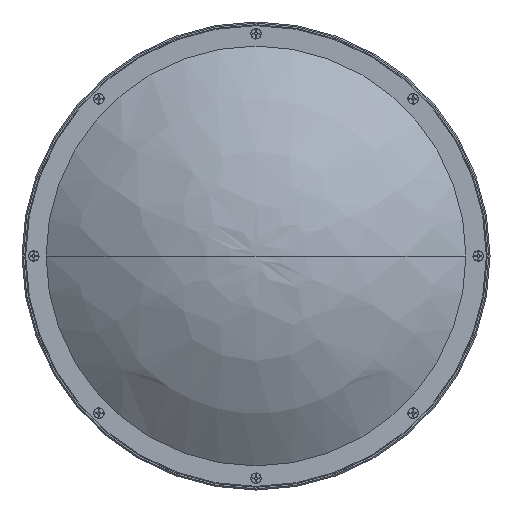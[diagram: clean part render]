
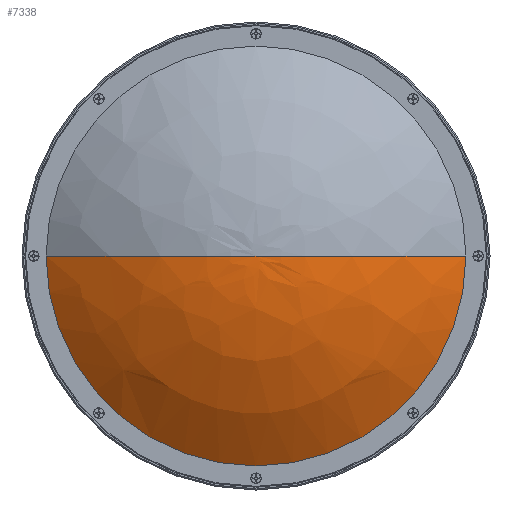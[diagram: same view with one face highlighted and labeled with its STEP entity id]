
A CAD part, left-side view. The second image highlights one B-rep face of the part: STEP entity #7338.
In plain terms, the highlighted free-form (B-spline) face has degree [2, 3] with [3, 4] control points.
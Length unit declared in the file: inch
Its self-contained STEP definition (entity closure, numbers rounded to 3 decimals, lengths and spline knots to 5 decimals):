
#731 = CARTESIAN_POINT ( 'NONE',  ( -2.9153, -3.2529, 0.23683 ) ) ;
#924 = FACE_OUTER_BOUND ( 'NONE', #13583, .T. ) ;
#1056 = CARTESIAN_POINT ( 'NONE',  ( -4.15827, 0.1471, 0.23683 ) ) ;
#1312 = CARTESIAN_POINT ( 'NONE',  ( -4.15827, 0.1471, 0.23683 ) ) ;
#1694 = ORIENTED_EDGE ( 'NONE', *, *, #15094, .T. ) ;
#1858 = CIRCLE ( 'NONE', #13710, 3.4 ) ;
#1959 = CARTESIAN_POINT ( 'NONE',  ( -4.15827, 0.1471, 0.23683 ) ) ;
#2420 = CARTESIAN_POINT ( 'NONE',  ( -2.9153, -3.2529, 0.23683 ) ) ;
#3764 = CARTESIAN_POINT ( 'NONE',  ( -2.9153, 3.5471, 0.23683 ) ) ;
#4883 = VERTEX_POINT ( 'NONE', #16321 ) ;
#5812 = CARTESIAN_POINT ( 'NONE',  ( -2.9153, 3.5471, 0.23683 ) ) ;
#5852 = CARTESIAN_POINT ( 'NONE',  ( -4.19397, 1.8471, 0.23683 ) ) ;
#6685 = CARTESIAN_POINT ( 'NONE',  ( -2.9153, -3.2529, -6.56317 ) ) ;
#6803 = CARTESIAN_POINT ( 'NONE',  ( -4.19397, -1.5529, 0.23683 ) ) ;
#6876 = CARTESIAN_POINT ( 'NONE',  ( -4.19397, 1.8471, 0.23683 ) ) ;
#6983 = DIRECTION ( 'NONE',  ( 1., 0., 0. ) ) ;
#7222 = CARTESIAN_POINT ( 'NONE',  ( -2.9153, 3.5471, 0.23683 ) ) ;
#7338 = ADVANCED_FACE ( 'NONE', ( #924 ), #10654, .T. ) ;
#7361 = CARTESIAN_POINT ( 'NONE',  ( -2.9153, 0.1471, 0.23683 ) ) ;
#8044 = VERTEX_POINT ( 'NONE', #1959 ) ;
#9009 = B_SPLINE_CURVE_WITH_KNOTS ( 'NONE', 2,
 ( #7222, #5852, #17670 ),
 .UNSPECIFIED., .F., .F.,
 ( 3, 3 ),
 ( 0.13134, 0.92875 ),
 .UNSPECIFIED. ) ;
#9712 = CARTESIAN_POINT ( 'NONE',  ( -4.19397, -1.5529, 0.23683 ) ) ;
#9808 = CARTESIAN_POINT ( 'NONE',  ( -4.19397, -1.5529, -3.16317 ) ) ;
#10654 =( BOUNDED_SURFACE ( )  B_SPLINE_SURFACE ( 2, 3, ( 
 ( #731, #6685, #13913, #3764 ),
 ( #9712, #9808, #15771, #6876 ),
 ( #12839, #14008, #1312, #14405 ) ),
 .UNSPECIFIED., .F., .F., .F. ) 
 B_SPLINE_SURFACE_WITH_KNOTS ( ( 3, 3 ),
 ( 4, 4 ),
 ( 0.13134, 0.92875 ),
 ( 0., 1. ),
 .UNSPECIFIED. ) 
 GEOMETRIC_REPRESENTATION_ITEM ( )  RATIONAL_B_SPLINE_SURFACE ( (
 ( 1., 0.333, 0.333, 1.),
 ( 1., 0.333, 0.333, 1.),
 ( 1., 0.333, 0.333, 1.) ) ) 
 REPRESENTATION_ITEM ( '' )  SURFACE ( )  );
#11740 = EDGE_CURVE ( 'NONE', #15525, #8044, #9009, .T. ) ;
#12371 = ORIENTED_EDGE ( 'NONE', *, *, #11740, .F. ) ;
#12839 = CARTESIAN_POINT ( 'NONE',  ( -4.15827, 0.1471, 0.23683 ) ) ;
#13322 = DIRECTION ( 'NONE',  ( 0., 0., -1. ) ) ;
#13583 = EDGE_LOOP ( 'NONE', ( #17502, #1694, #12371 ) ) ;
#13710 = AXIS2_PLACEMENT_3D ( 'NONE', #7361, #6983, #13322 ) ;
#13913 = CARTESIAN_POINT ( 'NONE',  ( -2.9153, 3.5471, -6.56317 ) ) ;
#14008 = CARTESIAN_POINT ( 'NONE',  ( -4.15827, 0.1471, 0.23683 ) ) ;
#14387 = EDGE_CURVE ( 'NONE', #4883, #15525, #1858, .T. ) ;
#14405 = CARTESIAN_POINT ( 'NONE',  ( -4.15827, 0.1471, 0.23683 ) ) ;
#15094 = EDGE_CURVE ( 'NONE', #4883, #8044, #17739, .T. ) ;
#15525 = VERTEX_POINT ( 'NONE', #5812 ) ;
#15771 = CARTESIAN_POINT ( 'NONE',  ( -4.19397, 1.8471, -3.16317 ) ) ;
#16321 = CARTESIAN_POINT ( 'NONE',  ( -2.9153, -3.2529, 0.23683 ) ) ;
#17502 = ORIENTED_EDGE ( 'NONE', *, *, #14387, .F. ) ;
#17670 = CARTESIAN_POINT ( 'NONE',  ( -4.15827, 0.1471, 0.23683 ) ) ;
#17739 = B_SPLINE_CURVE_WITH_KNOTS ( 'NONE', 2,
 ( #2420, #6803, #1056 ),
 .UNSPECIFIED., .F., .F.,
 ( 3, 3 ),
 ( 0.13134, 0.92875 ),
 .UNSPECIFIED. ) ;
